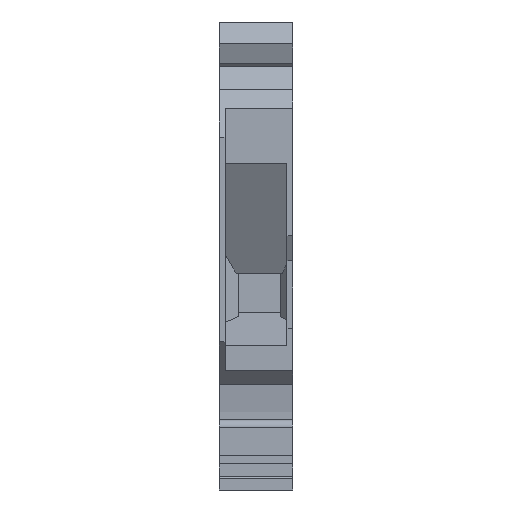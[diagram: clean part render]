
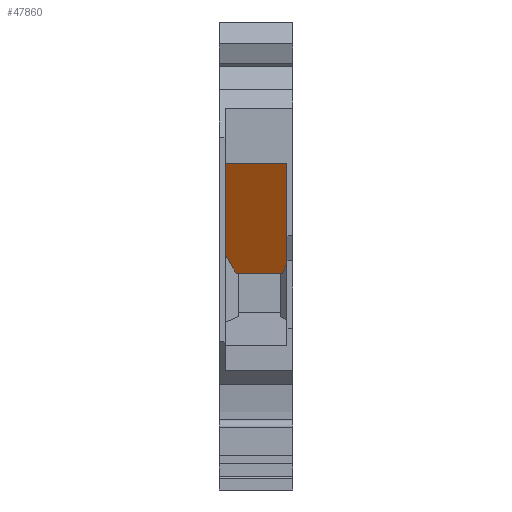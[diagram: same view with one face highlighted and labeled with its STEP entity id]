
A CAD part, front view. The second image highlights one B-rep face of the part: STEP entity #47860.
In plain terms, the highlighted face is planar.
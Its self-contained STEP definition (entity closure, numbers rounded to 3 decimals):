
#47310=CARTESIAN_POINT('',(-39.407,14.25,
72.15));
#47320=DIRECTION('',(-0.866,-0.5,
0.));
#47330=DIRECTION('',(0.5,-0.866,
0.));
#47340=AXIS2_PLACEMENT_3D('',#47310,#47320,#47330);
#47350=PLANE('',#47340);
#47360=CARTESIAN_POINT('',(-39.725,14.8,78.15));
#47370=DIRECTION('',(0.,0.,-1.));
#47380=VECTOR('',#47370,1.);
#47390=LINE('',#47360,#47380);
#47400=CARTESIAN_POINT('',(-39.725,14.8,
77.));
#47410=VERTEX_POINT('',#47400);
#47420=CARTESIAN_POINT('',(-39.725,14.8,
71.862));
#47430=VERTEX_POINT('',#47420);
#47440=EDGE_CURVE('',#47410,#47430,#47390,.T.);
#47450=ORIENTED_EDGE('',*,*,#47440,.F.);
#47460=CARTESIAN_POINT('',(178.609,-363.366,
290.196));
#47470=DIRECTION('',(0.447,-0.775,
0.447));
#47480=VECTOR('',#47470,1.);
#47490=LINE('',#47460,#47480);
#47500=CARTESIAN_POINT('',(-40.937,16.899,
70.65));
#47510=VERTEX_POINT('',#47500);
#47520=EDGE_CURVE('',#47510,#47430,#47490,.T.);
#47530=ORIENTED_EDGE('',*,*,#47520,.T.);
#47540=CARTESIAN_POINT('',(178.609,-363.366,
70.65));
#47550=DIRECTION('',(0.5,-0.866,
0.));
#47560=VECTOR('',#47550,1.);
#47570=LINE('',#47540,#47560);
#47580=CARTESIAN_POINT('',(-46.75,26.968,
70.65));
#47590=VERTEX_POINT('',#47580);
#47600=EDGE_CURVE('',#47590,#47510,#47570,.T.);
#47610=ORIENTED_EDGE('',*,*,#47600,.T.);
#47620=CARTESIAN_POINT('',(-46.75,26.968,78.15));
#47630=DIRECTION('',(0.,0.,1.));
#47640=VECTOR('',#47630,1.);
#47650=LINE('',#47620,#47640);
#47660=CARTESIAN_POINT('',(-46.75,26.968,
77.5));
#47670=VERTEX_POINT('',#47660);
#47680=EDGE_CURVE('',#47590,#47670,#47650,.T.);
#47690=ORIENTED_EDGE('',*,*,#47680,.F.);
#47700=CARTESIAN_POINT('',(178.609,-363.366,
77.5));
#47710=DIRECTION('',(0.5,-0.866,
0.));
#47720=VECTOR('',#47710,1.);
#47730=LINE('',#47700,#47720);
#47740=CARTESIAN_POINT('',(-40.321,15.833,
77.5));
#47750=VERTEX_POINT('',#47740);
#47760=EDGE_CURVE('',#47670,#47750,#47730,.T.);
#47770=ORIENTED_EDGE('',*,*,#47760,.F.);
#47780=CARTESIAN_POINT('',(178.609,-363.366,
-106.205));
#47790=DIRECTION('',(0.461,-0.799,
-0.387));
#47800=VECTOR('',#47790,1.);
#47810=LINE('',#47780,#47800);
#47820=EDGE_CURVE('',#47750,#47410,#47810,.T.);
#47830=ORIENTED_EDGE('',*,*,#47820,.F.);
#47840=EDGE_LOOP('',(#47830,#47770,#47690,#47610,#47530,#47450));
#47850=FACE_OUTER_BOUND('',#47840,.T.);
#47860=ADVANCED_FACE('',(#47850),#47350,.T.);
